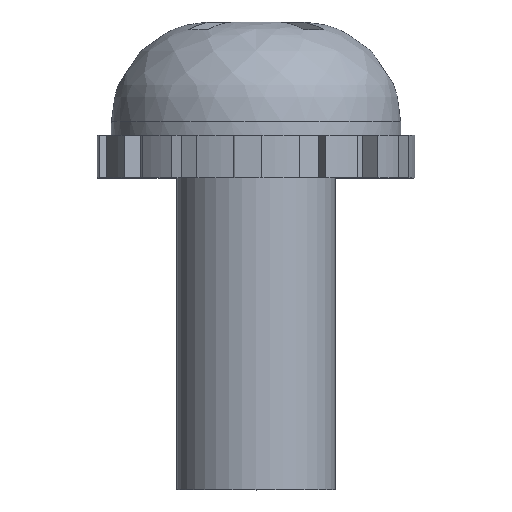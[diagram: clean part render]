
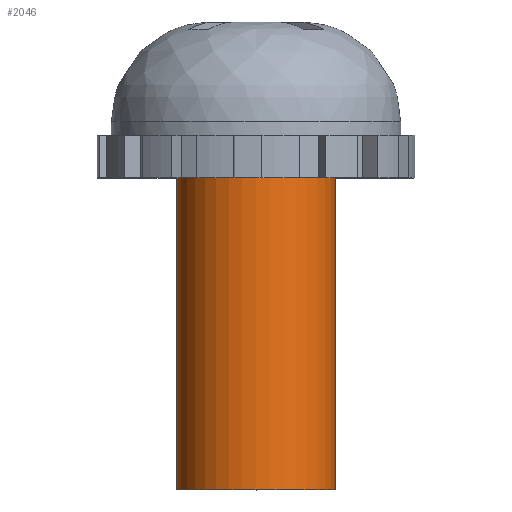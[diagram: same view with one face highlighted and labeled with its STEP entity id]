
A CAD part, top view. The second image highlights one B-rep face of the part: STEP entity #2046.
In plain terms, the highlighted cylindrical face has radius 1.422 mm (diameter 2.845 mm), a full revolution.
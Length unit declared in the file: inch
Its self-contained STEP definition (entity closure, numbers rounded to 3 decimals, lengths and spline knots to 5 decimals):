
#546=FACE_BOUND($,#711,.T.);
#585=FACE_OUTER_BOUND($,#710,.T.);
#710=EDGE_LOOP($,(#1612));
#711=EDGE_LOOP($,(#1613));
#858=CIRCLE($,#2234,0.056);
#859=CIRCLE($,#2236,0.056);
#1004=VERTEX_POINT($,#3321);
#1005=VERTEX_POINT($,#3324);
#1243=EDGE_CURVE($,#1004,#1004,#858,.T.);
#1244=EDGE_CURVE($,#1005,#1005,#859,.T.);
#1612=ORIENTED_EDGE($,*,*,#1243,.T.);
#1613=ORIENTED_EDGE($,*,*,#1244,.F.);
#1999=CYLINDRICAL_SURFACE($,#2235,0.056);
#2046=ADVANCED_FACE($,(#585,#546),#1999,.T.);
#2234=AXIS2_PLACEMENT_3D($,#3322,#2663,#2664);
#2235=AXIS2_PLACEMENT_3D($,#3323,#2665,#2666);
#2236=AXIS2_PLACEMENT_3D($,#3325,#2667,#2668);
#2663=DIRECTION('center_axis',(0.,-1.,0.));
#2664=DIRECTION('ref_axis',(1.,0.,0.));
#2665=DIRECTION('center_axis',(0.,-1.,0.));
#2666=DIRECTION('ref_axis',(1.,0.,0.));
#2667=DIRECTION('center_axis',(0.,-1.,0.));
#2668=DIRECTION('ref_axis',(1.,0.,0.));
#3321=CARTESIAN_POINT('',(0.056,-0.03,0.));
#3322=CARTESIAN_POINT('Origin',(0.,-0.03,0.));
#3323=CARTESIAN_POINT('Origin',(0.,0.,0.));
#3324=CARTESIAN_POINT('',(0.056,-0.25,0.));
#3325=CARTESIAN_POINT('Origin',(0.,-0.25,0.));
